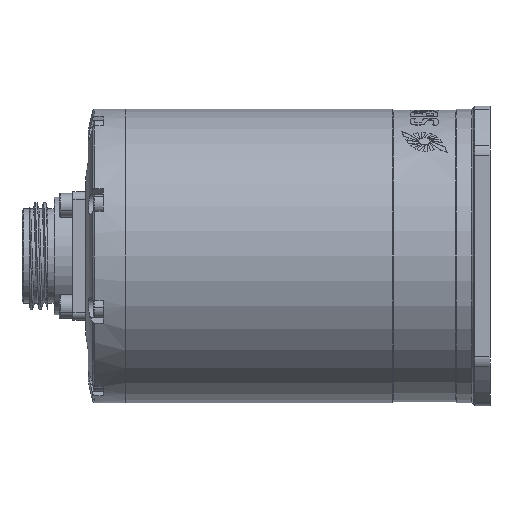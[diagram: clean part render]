
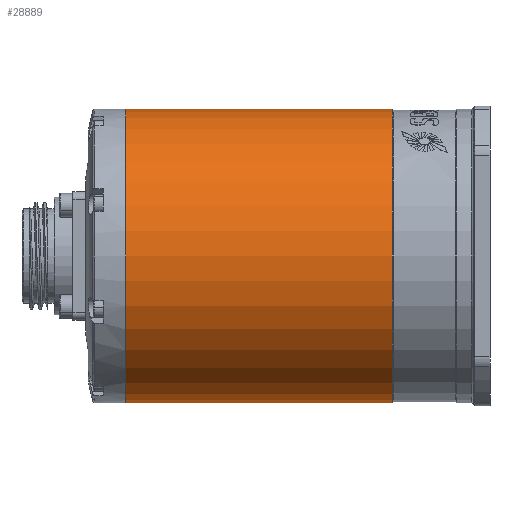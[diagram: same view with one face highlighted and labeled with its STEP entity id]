
A CAD part, left-side view. The second image highlights one B-rep face of the part: STEP entity #28889.
In plain terms, the highlighted cylindrical face has radius 43.5 mm (diameter 87 mm), a partial arc.
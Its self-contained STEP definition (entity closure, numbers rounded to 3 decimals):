
#2119 = AXIS2_PLACEMENT_3D ( 'NONE', #8975, #35957, #12841 ) ;
#2186 = DIRECTION ( 'NONE',  ( 0., 1., 0. ) ) ;
#4421 = VECTOR ( 'NONE', #41624, 1000. ) ;
#4463 = EDGE_CURVE ( 'NONE', #49958, #29515, #15897, .T. ) ;
#5987 = EDGE_CURVE ( 'NONE', #28748, #29515, #46263, .T. ) ;
#7679 = AXIS2_PLACEMENT_3D ( 'NONE', #43114, #16070, #12366 ) ;
#8283 = ORIENTED_EDGE ( 'NONE', *, *, #5987, .F. ) ;
#8975 = CARTESIAN_POINT ( 'NONE',  ( 0., 29., 0. ) ) ;
#9524 = EDGE_CURVE ( 'NONE', #41002, #49958, #17605, .T. ) ;
#12366 = DIRECTION ( 'NONE',  ( 0., 0., 1. ) ) ;
#12841 = DIRECTION ( 'NONE',  ( 0., 0., 1. ) ) ;
#13866 = DIRECTION ( 'NONE',  ( 0., 1., 0. ) ) ;
#15846 = CYLINDRICAL_SURFACE ( 'NONE', #7679, 43.5 ) ;
#15897 = LINE ( 'NONE', #49428, #4421 ) ;
#16070 = DIRECTION ( 'NONE',  ( 0., 1., 0. ) ) ;
#17598 = CARTESIAN_POINT ( 'NONE',  ( 0., 108., -43.5 ) ) ;
#17605 = CIRCLE ( 'NONE', #2119, 43.5 ) ;
#18550 = ORIENTED_EDGE ( 'NONE', *, *, #9524, .T. ) ;
#20366 = EDGE_LOOP ( 'NONE', ( #42758, #18550, #35754, #8283 ) ) ;
#21892 = CARTESIAN_POINT ( 'NONE',  ( 0., 108., 43.5 ) ) ;
#23638 = VECTOR ( 'NONE', #13866, 1000. ) ;
#25310 = CARTESIAN_POINT ( 'NONE',  ( 0., 108., 0. ) ) ;
#25561 = CARTESIAN_POINT ( 'NONE',  ( 0., 29., 43.5 ) ) ;
#28748 = VERTEX_POINT ( 'NONE', #17598 ) ;
#28889 = ADVANCED_FACE ( 'NONE', ( #39969 ), #15846, .T. ) ;
#29158 = DIRECTION ( 'NONE',  ( 0., 0., 1. ) ) ;
#29515 = VERTEX_POINT ( 'NONE', #21892 ) ;
#33828 = LINE ( 'NONE', #36956, #23638 ) ;
#35754 = ORIENTED_EDGE ( 'NONE', *, *, #4463, .T. ) ;
#35957 = DIRECTION ( 'NONE',  ( 0., 1., 0. ) ) ;
#36956 = CARTESIAN_POINT ( 'NONE',  ( 0., 169.723, -43.5 ) ) ;
#36973 = EDGE_CURVE ( 'NONE', #41002, #28748, #33828, .T. ) ;
#38043 = CARTESIAN_POINT ( 'NONE',  ( 0., 29., -43.5 ) ) ;
#39969 = FACE_OUTER_BOUND ( 'NONE', #20366, .T. ) ;
#41002 = VERTEX_POINT ( 'NONE', #38043 ) ;
#41624 = DIRECTION ( 'NONE',  ( 0., 1., 0. ) ) ;
#42020 = AXIS2_PLACEMENT_3D ( 'NONE', #25310, #2186, #29158 ) ;
#42758 = ORIENTED_EDGE ( 'NONE', *, *, #36973, .F. ) ;
#43114 = CARTESIAN_POINT ( 'NONE',  ( 0., 169.723, 0. ) ) ;
#46263 = CIRCLE ( 'NONE', #42020, 43.5 ) ;
#49428 = CARTESIAN_POINT ( 'NONE',  ( 0., 169.723, 43.5 ) ) ;
#49958 = VERTEX_POINT ( 'NONE', #25561 ) ;
